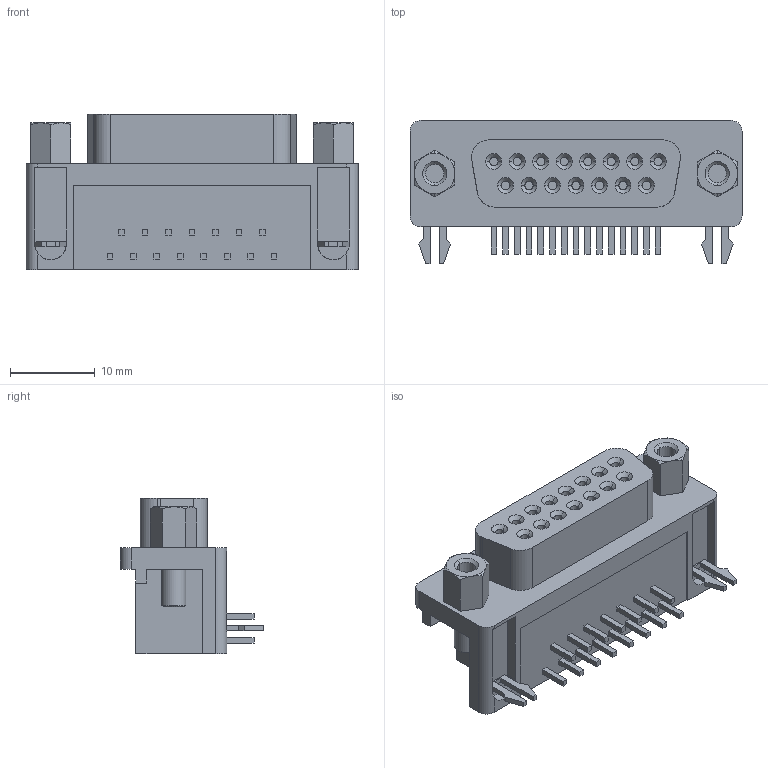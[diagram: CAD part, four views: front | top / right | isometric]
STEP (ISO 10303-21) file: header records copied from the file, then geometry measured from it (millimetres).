
FILE_DESCRIPTION(('STEP AP214'),'1');
FILE_NAME('connector_a-df_15_a_kg-t2.stp','2017-04-01T03:30:50',('TraceParts'),('TraceParts S.A.'),'Spatial InterOp 3D',' ',' ');
FILE_SCHEMA(('automotive_design'));
Length unit declared in the file: millimetre
Products named in the file (1): connector_a-df_15_a_kg-t2
Bounding box: 39.14 x 16.88 x 18.3 mm (x, y, z)
Volume: 5620.8 mm3; surface area: 3453.2 mm2
Topology: 1 solids, 1 shells, 273 faces, 642 edges, 410 vertices
Faces by surface type: plane 169, cone 54, cylinder 50
Entity records: 9978 total; most frequent: CARTESIAN_POINT 1440, DIRECTION 1320, ORIENTED_EDGE 1284, EDGE_CURVE 642, LINE 460, VECTOR 460, AXIS2_PLACEMENT_3D 430, VERTEX_POINT 410
